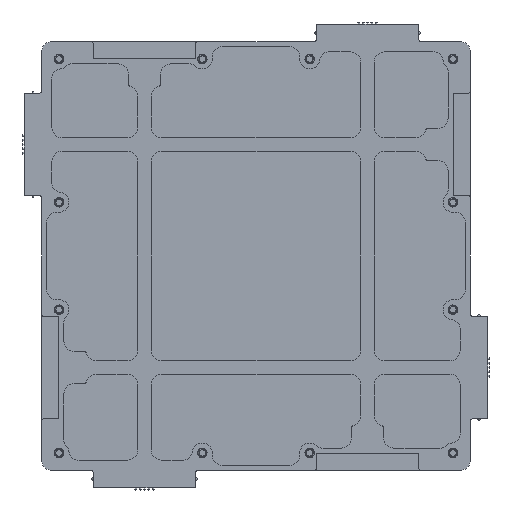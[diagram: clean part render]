
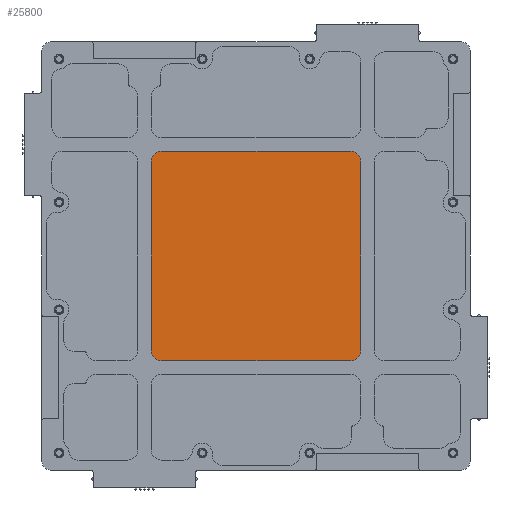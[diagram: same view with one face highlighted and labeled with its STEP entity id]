
A CAD part, front view. The second image highlights one B-rep face of the part: STEP entity #25800.
In plain terms, the highlighted planar face has unit normal (0, -1, 0).
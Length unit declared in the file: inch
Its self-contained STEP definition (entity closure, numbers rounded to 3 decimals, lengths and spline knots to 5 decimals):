
#476 = CARTESIAN_POINT ( 'NONE',  ( -2.40157, 0.05118, 2.16535 ) ) ;
#779 = CIRCLE ( 'NONE', #39946, 0.23622 ) ;
#1456 = CARTESIAN_POINT ( 'NONE',  ( 2.16535, 0.05118, -2.16535 ) ) ;
#1578 = EDGE_CURVE ( 'NONE', #17694, #26471, #34201, .T. ) ;
#1900 = CARTESIAN_POINT ( 'NONE',  ( 2.16535, 0.05118, -2.40157 ) ) ;
#1939 = VERTEX_POINT ( 'NONE', #1900 ) ;
#5102 = CARTESIAN_POINT ( 'NONE',  ( -2.40157, 0.05118, 2.40157 ) ) ;
#5925 = EDGE_CURVE ( 'NONE', #1939, #28864, #35767, .T. ) ;
#5944 = AXIS2_PLACEMENT_3D ( 'NONE', #36244, #39369, #35769 ) ;
#6045 = DIRECTION ( 'NONE',  ( 0., -1., 0. ) ) ;
#6049 = EDGE_CURVE ( 'NONE', #1939, #23300, #46911, .T. ) ;
#6357 = VECTOR ( 'NONE', #45520, 39.37008 ) ;
#8027 = DIRECTION ( 'NONE',  ( 0., 0., -1. ) ) ;
#8154 = VECTOR ( 'NONE', #39671, 39.37008 ) ;
#8988 = EDGE_LOOP ( 'NONE', ( #40642, #40409, #47340, #11948, #40233, #15977, #14056, #20681 ) ) ;
#9326 = CARTESIAN_POINT ( 'NONE',  ( -2.16535, 0.05118, -2.40157 ) ) ;
#11948 = ORIENTED_EDGE ( 'NONE', *, *, #30935, .T. ) ;
#12055 = LINE ( 'NONE', #37550, #44113 ) ;
#12587 = DIRECTION ( 'NONE',  ( 0., 0., -1. ) ) ;
#12875 = EDGE_CURVE ( 'NONE', #14150, #30154, #779, .T. ) ;
#14056 = ORIENTED_EDGE ( 'NONE', *, *, #44642, .F. ) ;
#14150 = VERTEX_POINT ( 'NONE', #40922 ) ;
#15003 = CARTESIAN_POINT ( 'NONE',  ( -2.16535, 0.05118, 2.16535 ) ) ;
#15006 = CARTESIAN_POINT ( 'NONE',  ( 2.40157, 0.05118, -2.16535 ) ) ;
#15748 = VECTOR ( 'NONE', #33858, 39.37008 ) ;
#15977 = ORIENTED_EDGE ( 'NONE', *, *, #5925, .T. ) ;
#16119 = DIRECTION ( 'NONE',  ( 0., 0., -1. ) ) ;
#17694 = VERTEX_POINT ( 'NONE', #28442 ) ;
#19386 = CARTESIAN_POINT ( 'NONE',  ( 2.16535, 0.05118, 2.40157 ) ) ;
#19458 = EDGE_CURVE ( 'NONE', #19793, #30154, #12055, .T. ) ;
#19793 = VERTEX_POINT ( 'NONE', #20670 ) ;
#19894 = AXIS2_PLACEMENT_3D ( 'NONE', #15003, #40984, #8027 ) ;
#20670 = CARTESIAN_POINT ( 'NONE',  ( -2.16535, 0.05118, 2.40157 ) ) ;
#20681 = ORIENTED_EDGE ( 'NONE', *, *, #12875, .T. ) ;
#21771 = AXIS2_PLACEMENT_3D ( 'NONE', #27463, #37863, #12587 ) ;
#23090 = DIRECTION ( 'NONE',  ( 1., 0., 0. ) ) ;
#23300 = VERTEX_POINT ( 'NONE', #9326 ) ;
#25445 = CARTESIAN_POINT ( 'NONE',  ( -2.40157, 0.05118, -2.40157 ) ) ;
#25800 = ADVANCED_FACE ( 'NONE', ( #41481 ), #44866, .T. ) ;
#26471 = VERTEX_POINT ( 'NONE', #476 ) ;
#27463 = CARTESIAN_POINT ( 'NONE',  ( 4.72441, 0.05118, -0.01181 ) ) ;
#28371 = CARTESIAN_POINT ( 'NONE',  ( 2.16535, 0.05118, 2.16535 ) ) ;
#28442 = CARTESIAN_POINT ( 'NONE',  ( -2.40157, 0.05118, -2.16535 ) ) ;
#28864 = VERTEX_POINT ( 'NONE', #15006 ) ;
#30154 = VERTEX_POINT ( 'NONE', #19386 ) ;
#30413 = AXIS2_PLACEMENT_3D ( 'NONE', #1456, #38707, #16119 ) ;
#30935 = EDGE_CURVE ( 'NONE', #17694, #23300, #42068, .T. ) ;
#32373 = EDGE_CURVE ( 'NONE', #19793, #26471, #33451, .T. ) ;
#33451 = CIRCLE ( 'NONE', #19894, 0.23622 ) ;
#33622 = CARTESIAN_POINT ( 'NONE',  ( 2.40157, 0.05118, 2.40157 ) ) ;
#33858 = DIRECTION ( 'NONE',  ( 0., 0., -1. ) ) ;
#34201 = LINE ( 'NONE', #5102, #6357 ) ;
#35767 = CIRCLE ( 'NONE', #30413, 0.23622 ) ;
#35769 = DIRECTION ( 'NONE',  ( 0., 0., -1. ) ) ;
#36244 = CARTESIAN_POINT ( 'NONE',  ( -2.16535, 0.05118, -2.16535 ) ) ;
#37550 = CARTESIAN_POINT ( 'NONE',  ( -2.40157, 0.05118, 2.40157 ) ) ;
#37863 = DIRECTION ( 'NONE',  ( 0., -1., 0. ) ) ;
#38707 = DIRECTION ( 'NONE',  ( 0., -1., 0. ) ) ;
#39369 = DIRECTION ( 'NONE',  ( 0., -1., 0. ) ) ;
#39671 = DIRECTION ( 'NONE',  ( -1., 0., 0. ) ) ;
#39946 = AXIS2_PLACEMENT_3D ( 'NONE', #28371, #6045, #42613 ) ;
#40233 = ORIENTED_EDGE ( 'NONE', *, *, #6049, .F. ) ;
#40409 = ORIENTED_EDGE ( 'NONE', *, *, #32373, .T. ) ;
#40642 = ORIENTED_EDGE ( 'NONE', *, *, #19458, .F. ) ;
#40922 = CARTESIAN_POINT ( 'NONE',  ( 2.40157, 0.05118, 2.16535 ) ) ;
#40984 = DIRECTION ( 'NONE',  ( 0., -1., 0. ) ) ;
#41481 = FACE_OUTER_BOUND ( 'NONE', #8988, .T. ) ;
#42068 = CIRCLE ( 'NONE', #5944, 0.23622 ) ;
#42613 = DIRECTION ( 'NONE',  ( 0., 0., -1. ) ) ;
#44113 = VECTOR ( 'NONE', #23090, 39.37008 ) ;
#44231 = LINE ( 'NONE', #33622, #15748 ) ;
#44642 = EDGE_CURVE ( 'NONE', #14150, #28864, #44231, .T. ) ;
#44866 = PLANE ( 'NONE',  #21771 ) ;
#45520 = DIRECTION ( 'NONE',  ( 0., 0., 1. ) ) ;
#46911 = LINE ( 'NONE', #25445, #8154 ) ;
#47340 = ORIENTED_EDGE ( 'NONE', *, *, #1578, .F. ) ;
